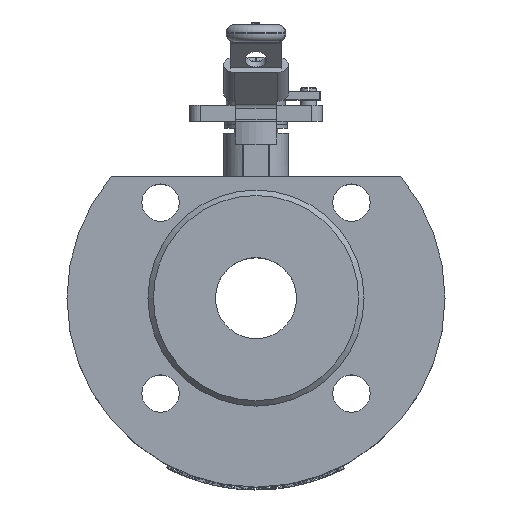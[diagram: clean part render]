
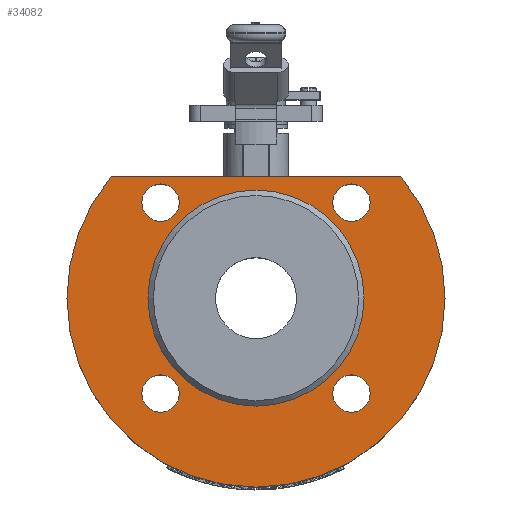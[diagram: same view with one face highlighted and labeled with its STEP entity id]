
A CAD part, top view. The second image highlights one B-rep face of the part: STEP entity #34082.
In plain terms, the highlighted planar face has unit normal (0, 0, 1).
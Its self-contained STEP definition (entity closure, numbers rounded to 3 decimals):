
#2452=FACE_BOUND('',#7074,.T.);
#2453=FACE_BOUND('',#7075,.T.);
#2454=FACE_BOUND('',#7076,.T.);
#2455=FACE_BOUND('',#7077,.T.);
#2456=FACE_BOUND('',#7078,.T.);
#3262=PLANE('',#35661);
#5151=FACE_OUTER_BOUND('',#7073,.T.);
#7073=EDGE_LOOP('',(#30537,#30538));
#7074=EDGE_LOOP('',(#30539));
#7075=EDGE_LOOP('',(#30540));
#7076=EDGE_LOOP('',(#30541));
#7077=EDGE_LOOP('',(#30542));
#7078=EDGE_LOOP('',(#30543));
#8701=LINE('',#51125,#11420);
#11420=VECTOR('',#38818,10.);
#13061=CIRCLE('',#35606,70.);
#13066=CIRCLE('',#35621,6.918);
#13071=CIRCLE('',#35628,6.918);
#13076=CIRCLE('',#35635,6.918);
#13081=CIRCLE('',#35642,6.918);
#13088=CIRCLE('',#35657,40.);
#14714=VERTEX_POINT('',#51122);
#14715=VERTEX_POINT('',#51124);
#16233=VERTEX_POINT('',#69758);
#16238=VERTEX_POINT('',#69772);
#16243=VERTEX_POINT('',#69786);
#16248=VERTEX_POINT('',#69800);
#16255=VERTEX_POINT('',#69829);
#18709=EDGE_CURVE('',#14715,#14714,#8701,.T.);
#20979=EDGE_CURVE('',#14714,#14715,#13061,.T.);
#20986=EDGE_CURVE('',#16233,#16233,#13066,.T.);
#20993=EDGE_CURVE('',#16238,#16238,#13071,.T.);
#21000=EDGE_CURVE('',#16243,#16243,#13076,.T.);
#21007=EDGE_CURVE('',#16248,#16248,#13081,.T.);
#21021=EDGE_CURVE('',#16255,#16255,#13088,.T.);
#30537=ORIENTED_EDGE('',*,*,#18709,.T.);
#30538=ORIENTED_EDGE('',*,*,#20979,.T.);
#30539=ORIENTED_EDGE('',*,*,#20986,.T.);
#30540=ORIENTED_EDGE('',*,*,#20993,.T.);
#30541=ORIENTED_EDGE('',*,*,#21000,.T.);
#30542=ORIENTED_EDGE('',*,*,#21007,.T.);
#30543=ORIENTED_EDGE('',*,*,#21021,.T.);
#34082=ADVANCED_FACE('',(#5151,#2452,#2453,#2454,#2455,#2456),#3262,.T.);
#35606=AXIS2_PLACEMENT_3D('',#69738,#41323,#41324);
#35621=AXIS2_PLACEMENT_3D('',#69760,#41355,#41356);
#35628=AXIS2_PLACEMENT_3D('',#69774,#41371,#41372);
#35635=AXIS2_PLACEMENT_3D('',#69788,#41387,#41388);
#35642=AXIS2_PLACEMENT_3D('',#69802,#41403,#41404);
#35657=AXIS2_PLACEMENT_3D('',#69831,#41440,#41441);
#35661=AXIS2_PLACEMENT_3D('',#69836,#41449,#41450);
#38818=DIRECTION('',(-1.,0.,0.));
#41323=DIRECTION('center_axis',(0.,0.,1.));
#41324=DIRECTION('ref_axis',(0.766,-0.643,0.));
#41355=DIRECTION('center_axis',(0.,0.,-1.));
#41356=DIRECTION('ref_axis',(-1.,0.,0.));
#41371=DIRECTION('center_axis',(0.,0.,-1.));
#41372=DIRECTION('ref_axis',(-1.,0.,0.));
#41387=DIRECTION('center_axis',(0.,0.,-1.));
#41388=DIRECTION('ref_axis',(-1.,0.,0.));
#41403=DIRECTION('center_axis',(0.,0.,-1.));
#41404=DIRECTION('ref_axis',(-1.,0.,0.));
#41440=DIRECTION('center_axis',(0.,0.,-1.));
#41441=DIRECTION('ref_axis',(-1.,0.,0.));
#41449=DIRECTION('center_axis',(0.,0.,1.));
#41450=DIRECTION('ref_axis',(1.,0.,0.));
#51122=CARTESIAN_POINT('',(-53.619,45.,24.));
#51124=CARTESIAN_POINT('',(53.619,45.,24.));
#51125=CARTESIAN_POINT('',(-53.619,45.,24.));
#69738=CARTESIAN_POINT('Origin',(0.,0.,24.));
#69758=CARTESIAN_POINT('',(42.273,-35.355,24.));
#69760=CARTESIAN_POINT('Origin',(35.355,-35.355,24.));
#69772=CARTESIAN_POINT('',(-28.438,35.355,24.));
#69774=CARTESIAN_POINT('Origin',(-35.355,35.355,24.));
#69786=CARTESIAN_POINT('',(42.273,35.355,24.));
#69788=CARTESIAN_POINT('Origin',(35.355,35.355,24.));
#69800=CARTESIAN_POINT('',(-28.438,-35.355,24.));
#69802=CARTESIAN_POINT('Origin',(-35.355,-35.355,24.));
#69829=CARTESIAN_POINT('',(40.,0.,24.));
#69831=CARTESIAN_POINT('Origin',(0.,0.,24.));
#69836=CARTESIAN_POINT('Origin',(0.,-2.328,
24.));
